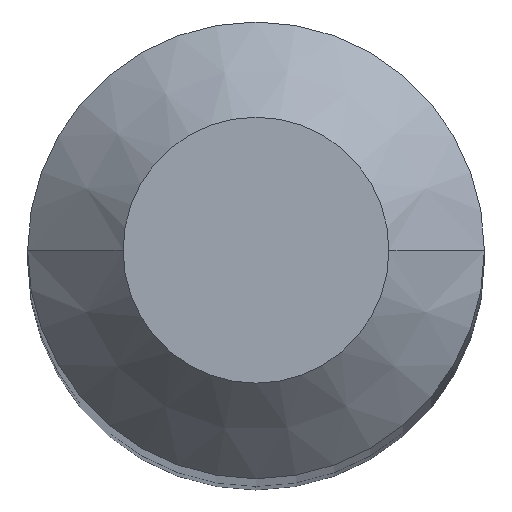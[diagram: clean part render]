
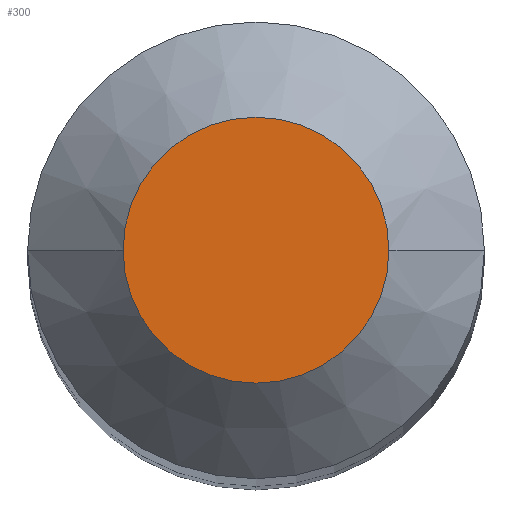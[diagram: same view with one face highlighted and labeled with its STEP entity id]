
A CAD part, top view. The second image highlights one B-rep face of the part: STEP entity #300.
In plain terms, the highlighted planar face has unit normal (0, 0, 1).
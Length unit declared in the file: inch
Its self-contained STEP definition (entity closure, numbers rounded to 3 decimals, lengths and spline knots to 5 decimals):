
#1 = CIRCLE ( 'NONE', #275, 0.04355 ) ;
#6 = EDGE_CURVE ( 'NONE', #103, #8, #1, .T. ) ;
#7 = DIRECTION ( 'NONE',  ( 1., 0., 0. ) ) ;
#8 = VERTEX_POINT ( 'NONE', #19 ) ;
#10 = ORIENTED_EDGE ( 'NONE', *, *, #261, .T. ) ;
#19 = CARTESIAN_POINT ( 'NONE',  ( -0.04355, 0., 0. ) ) ;
#103 = VERTEX_POINT ( 'NONE', #147 ) ;
#125 = PLANE ( 'NONE',  #294 ) ;
#147 = CARTESIAN_POINT ( 'NONE',  ( 0.04355, 0., 0. ) ) ;
#193 = DIRECTION ( 'NONE',  ( -1., 0., 0. ) ) ;
#194 = CARTESIAN_POINT ( 'NONE',  ( 0., 0., 0. ) ) ;
#217 = DIRECTION ( 'NONE',  ( 0., 0., 1. ) ) ;
#241 = AXIS2_PLACEMENT_3D ( 'NONE', #363, #217, #7 ) ;
#244 = CARTESIAN_POINT ( 'NONE',  ( 0., 0., 0. ) ) ;
#259 = ORIENTED_EDGE ( 'NONE', *, *, #6, .T. ) ;
#261 = EDGE_CURVE ( 'NONE', #8, #103, #270, .T. ) ;
#270 = CIRCLE ( 'NONE', #241, 0.04355 ) ;
#275 = AXIS2_PLACEMENT_3D ( 'NONE', #194, #310, #283 ) ;
#283 = DIRECTION ( 'NONE',  ( 1., 0., 0. ) ) ;
#294 = AXIS2_PLACEMENT_3D ( 'NONE', #244, #362, #193 ) ;
#300 = ADVANCED_FACE ( 'NONE', ( #336 ), #125, .F. ) ;
#310 = DIRECTION ( 'NONE',  ( 0., 0., 1. ) ) ;
#336 = FACE_OUTER_BOUND ( 'NONE', #340, .T. ) ;
#340 = EDGE_LOOP ( 'NONE', ( #10, #259 ) ) ;
#362 = DIRECTION ( 'NONE',  ( 0., 0., -1. ) ) ;
#363 = CARTESIAN_POINT ( 'NONE',  ( 0., 0., 0. ) ) ;
